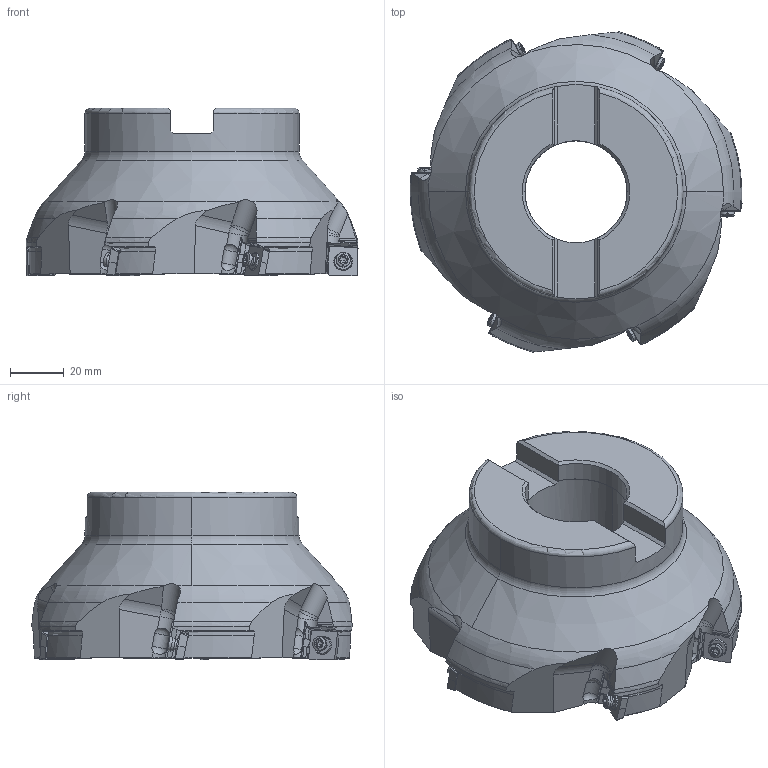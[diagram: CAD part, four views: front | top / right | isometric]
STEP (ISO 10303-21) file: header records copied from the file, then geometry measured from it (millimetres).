
FILE_DESCRIPTION(/* description */ (''),/* implementation_level */ '2;1');
FILE_NAME(/* name */ 'ASX400R0506E.stp',/* time_stamp */ '2021-09-08T11:41:58+09:00',/* author */ (''),/* organization */ (''),/* preprocessor_version */ 'ST-DEVELOPER v16',/* originating_system */ 'SIEMENS PLM Software NX 10.0',/* authorisation */ '');
FILE_SCHEMA (('AUTOMOTIVE_DESIGN { 1 0 10303 214 3 1 1 1 }'));
Length unit declared in the file: millimetre
Products named in the file (1): ASX400R0506E_ASM
Bounding box: 124.05 x 119.61 x 62.72 mm (x, y, z)
Volume: 316596.4 mm3; surface area: 50211.2 mm2
Topology: 19 solids, 19 shells, 898 faces, 2617 edges, 1794 vertices
Faces by surface type: plane 356, cylinder 298, cone 126, torus 52, sphere 30, extrusion 24, bspline 12
Entity records: 37047 total; most frequent: CARTESIAN_POINT 13130, ORIENTED_EDGE 5102, DIRECTION 4652, EDGE_CURVE 2551, AXIS2_PLACEMENT_3D 1783, VERTEX_POINT 1727, VECTOR 1086, LINE 1062
